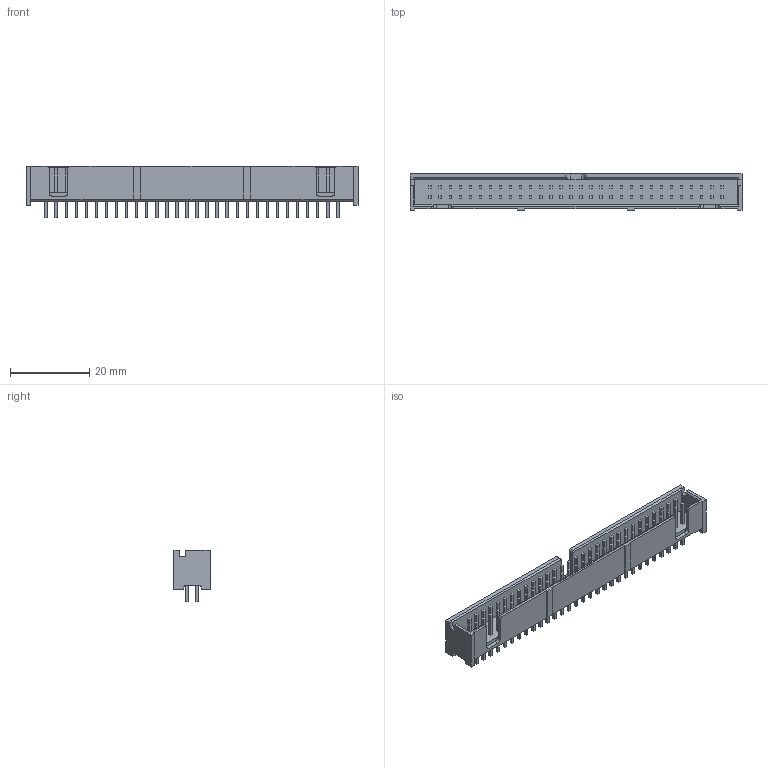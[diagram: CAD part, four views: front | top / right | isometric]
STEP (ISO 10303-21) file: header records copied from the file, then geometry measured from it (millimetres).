
FILE_DESCRIPTION((''),'2;1');
FILE_NAME('C-1-103308-2','2012-03-09T',('workeradm'),('Tyco Electronics Ltd.'),'PRO/ENGINEER BY PARAMETRIC TECHNOLOGY CORPORATION, 2010430','PRO/ENGINEER BY PARAMETRIC TECHNOLOGY CORPORATION, 2010430','');
FILE_SCHEMA(('AUTOMOTIVE_DESIGN { 1 0 10303 214 1 1 1 1 }'));
Length unit declared in the file: millimetre
Products named in the file (1): C-1-103308-2
Bounding box: 83.82 x 9.14 x 12.9 mm (x, y, z)
Volume: 3227.3 mm3; surface area: 5630.2 mm2
Topology: 1 solids, 1 shells, 691 faces, 1695 edges, 1126 vertices
Faces by surface type: plane 673, cylinder 16, cone 2
Entity records: 20206 total; most frequent: CARTESIAN_POINT 3530, ORIENTED_EDGE 3390, DIRECTION 3107, EDGE_CURVE 1695, VECTOR 1657, LINE 1657, VERTEX_POINT 1126, EDGE_LOOP 811
